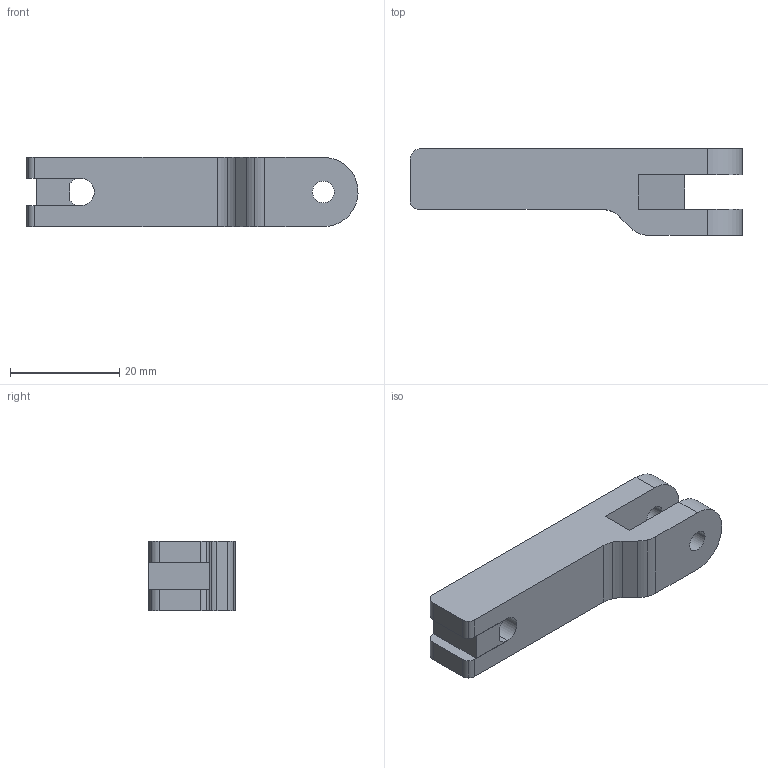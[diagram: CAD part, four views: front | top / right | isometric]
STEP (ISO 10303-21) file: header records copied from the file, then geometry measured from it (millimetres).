
FILE_DESCRIPTION (( 'STEP AP214' ), '1' );
FILE_NAME ('link_#1.STEP', '2024-08-19T20:33:08', ( '' ), ( '' ), 'SwSTEP 2.0', 'SolidWorks 2023', '' );
FILE_SCHEMA (( 'AUTOMOTIVE_DESIGN' ));
Length unit declared in the file: millimetre
Products named in the file (1): link_#1
Bounding box: 60.79 x 15.88 x 12.7 mm (x, y, z)
Volume: 8071 mm3; surface area: 3756.8 mm2
Topology: 1 solids, 1 shells, 39 faces, 110 edges, 72 vertices
Faces by surface type: cylinder 23, plane 16
Entity records: 1313 total; most frequent: DIRECTION 236, CARTESIAN_POINT 222, ORIENTED_EDGE 220, EDGE_CURVE 110, AXIS2_PLACEMENT_3D 86, VERTEX_POINT 72, VECTOR 64, LINE 64
